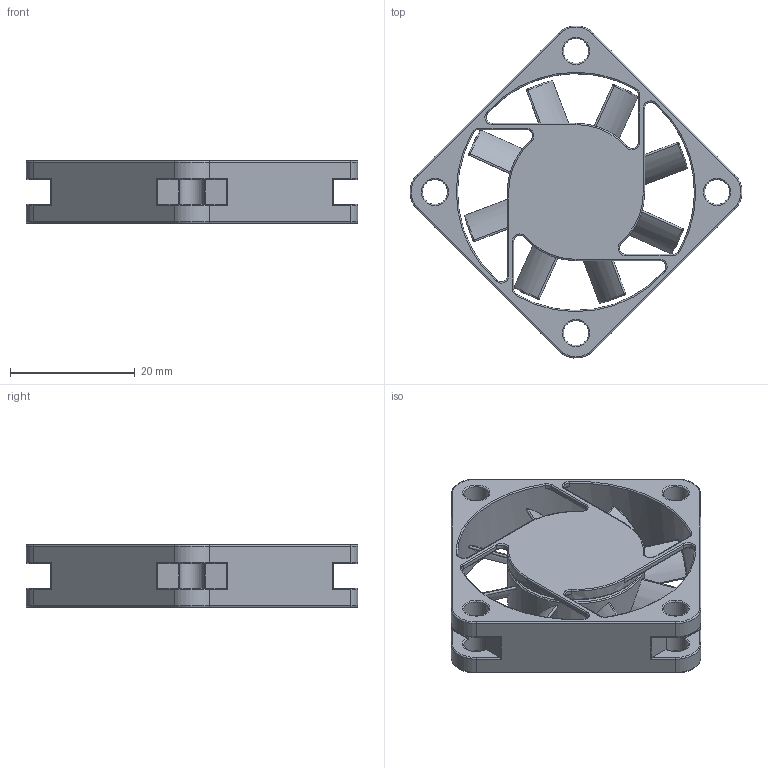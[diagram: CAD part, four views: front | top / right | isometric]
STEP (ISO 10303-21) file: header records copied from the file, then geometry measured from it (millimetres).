
FILE_DESCRIPTION(('FreeCAD Model'),'2;1');
FILE_NAME( '40mm_fan.step', '2017-04-12T13:12:16',('Author'),(''), 'Open CASCADE STEP processor 6.9','FreeCAD','Unknown');
FILE_SCHEMA(('AUTOMOTIVE_DESIGN_CC2 { 1 2 10303 214 -1 1 5 4 }'));
Length unit declared in the file: millimetre
Products named in the file (2): ASSEMBLY; E-FAN-40x40x10
Assembly tree (1 placements, depth 2):
  ASSEMBLY
    E-FAN-40x40x10
Bounding box: 53.22 x 53.22 x 10 mm (x, y, z)
Volume: 7528.9 mm3; surface area: 6988.6 mm2
Topology: 1 solids, 1 shells, 357 faces, 837 edges, 483 vertices
Faces by surface type: cylinder 148, torus 84, sphere 48, plane 45, bspline 32
Full cylindrical faces by diameter (mm): 4 x4, 5 x1, 22 x2, 38 x1
Entity records: 33164 total; most frequent: CARTESIAN_POINT 17259, DIRECTION 2780, ORIENTED_EDGE 1674, PCURVE 1674, DEFINITIONAL_REPRESENTATION 1674, LINE 1180, VECTOR 1180, EDGE_CURVE 837
